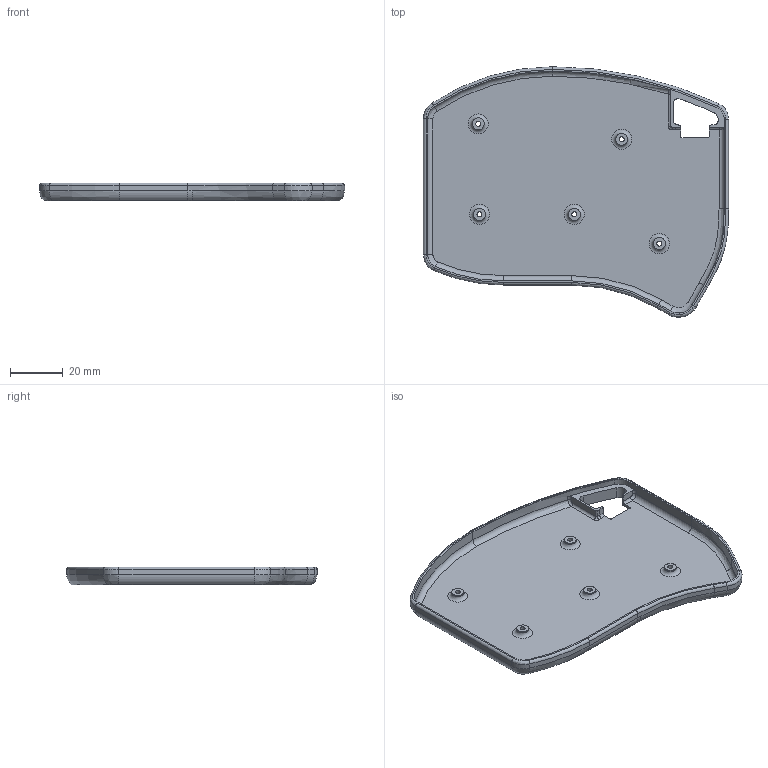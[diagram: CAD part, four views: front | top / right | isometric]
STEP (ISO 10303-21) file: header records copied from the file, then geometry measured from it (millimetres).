
FILE_DESCRIPTION(/* description */ ('','CAx-IF Rec.Pracs.---Representation and Presentation of Product Manufacturing Information (PMI)---4.0---2014-10-13'),/* implementation_level */ '2;1');
FILE_NAME(/* name */ 'case v1.step',/* time_stamp */ '2025-01-04T22:26:22-05:00',/* author */ (''),/* organization */ (''),/* preprocessor_version */ 'ST-DEVELOPER v20',/* originating_system */ 'Autodesk Translation Framework v13.20.0.188',/* authorisation */ '');
FILE_SCHEMA (('AP242_MANAGED_MODEL_BASED_3D_ENGINEERING_MIM_LF { 1 0 10303 442 1 1 4 }'));
Length unit declared in the file: millimetre
Products named in the file (1): Urchin Plate Case
Bounding box: 115.83 x 95.11 x 6.8 mm (x, y, z)
Volume: 12119.6 mm3; surface area: 21845.7 mm2
Topology: 1 solids, 1 shells, 125 faces, 302 edges, 184 vertices
Faces by surface type: cylinder 42, bspline 38, plane 31, torus 14
Full cylindrical faces by diameter (mm): 1.9 x5, 4.6 x5
Entity records: 4732 total; most frequent: CARTESIAN_POINT 1845, ORIENTED_EDGE 604, DIRECTION 577, EDGE_CURVE 302, AXIS2_PLACEMENT_3D 226, VERTEX_POINT 184, EDGE_LOOP 142, FACE_OUTER_BOUND 125
